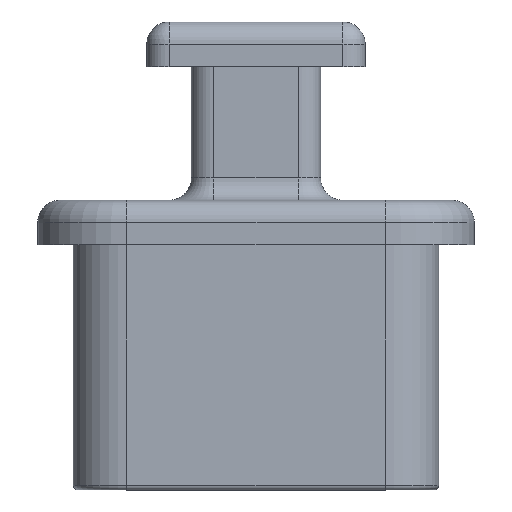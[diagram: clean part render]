
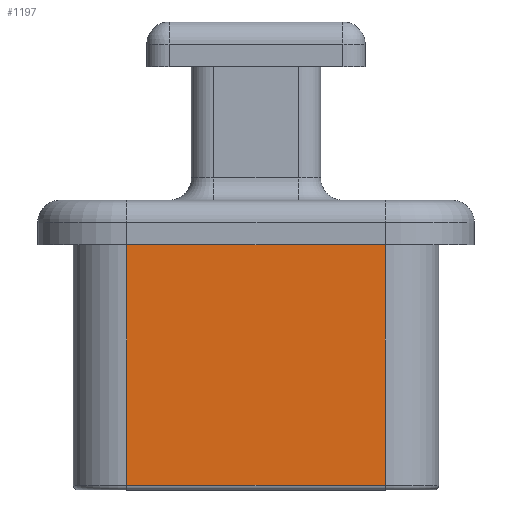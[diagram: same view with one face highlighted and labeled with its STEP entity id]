
A CAD part, top view. The second image highlights one B-rep face of the part: STEP entity #1197.
In plain terms, the highlighted planar face has unit normal (0, 0, 1).
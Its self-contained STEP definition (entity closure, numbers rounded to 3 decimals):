
#219=ORIENTED_EDGE('',*,*,#569,.F.);
#220=ORIENTED_EDGE('',*,*,#570,.T.);
#221=ORIENTED_EDGE('',*,*,#571,.T.);
#222=ORIENTED_EDGE('',*,*,#554,.F.);
#554=EDGE_CURVE('',#728,#729,#825,.T.);
#569=EDGE_CURVE('',#743,#728,#833,.T.);
#570=EDGE_CURVE('',#743,#744,#834,.F.);
#571=EDGE_CURVE('',#744,#729,#835,.T.);
#728=VERTEX_POINT('',#1926);
#729=VERTEX_POINT('',#1928);
#743=VERTEX_POINT('',#1959);
#744=VERTEX_POINT('',#1961);
#825=LINE('',#1927,#923);
#833=LINE('',#1958,#931);
#834=LINE('',#1960,#932);
#835=LINE('',#1962,#933);
#923=VECTOR('',#1509,1000.);
#931=VECTOR('',#1535,1000.);
#932=VECTOR('',#1536,1000.);
#933=VECTOR('',#1537,1000.);
#1009=EDGE_LOOP('',(#219,#220,#221,#222));
#1091=FACE_BOUND('',#1009,.T.);
#1168=PLANE('',#1312);
#1197=ADVANCED_FACE('',(#1091),#1168,.F.);
#1312=AXIS2_PLACEMENT_3D('',#1957,#1533,#1534);
#1509=DIRECTION('',(1.,0.,0.));
#1533=DIRECTION('',(0.,0.,-1.));
#1534=DIRECTION('',(-1.,0.,0.));
#1535=DIRECTION('',(0.,1.,0.));
#1536=DIRECTION('',(-1.,0.,0.));
#1537=DIRECTION('',(0.,1.,0.));
#1926=CARTESIAN_POINT('',(-2.9,-1.,1.2));
#1927=CARTESIAN_POINT('',(-2.9,-1.,1.2));
#1928=CARTESIAN_POINT('',(2.9,-1.,1.2));
#1957=CARTESIAN_POINT('',(2.9,-6.5,1.2));
#1958=CARTESIAN_POINT('',(-2.9,-6.5,1.2));
#1959=CARTESIAN_POINT('',(-2.9,-6.4,1.2));
#1960=CARTESIAN_POINT('',(2.9,-6.4,1.2));
#1961=CARTESIAN_POINT('',(2.9,-6.4,1.2));
#1962=CARTESIAN_POINT('',(2.9,-6.5,1.2));
